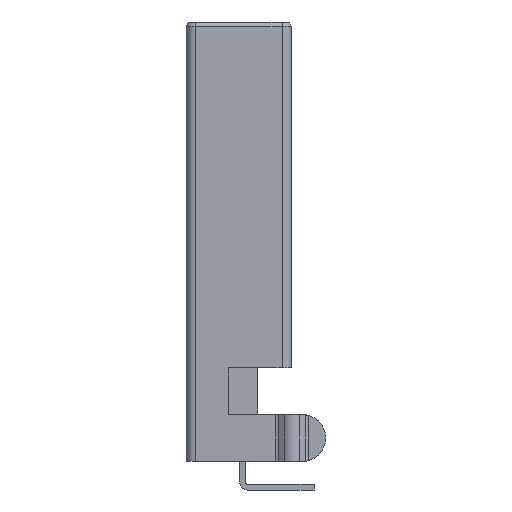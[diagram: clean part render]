
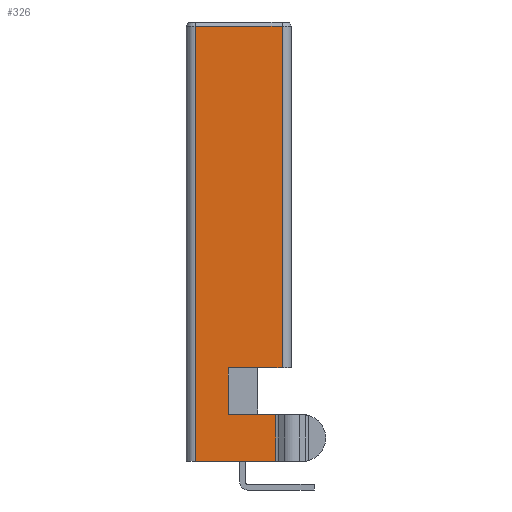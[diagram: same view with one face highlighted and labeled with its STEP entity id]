
A CAD part, left-side view. The second image highlights one B-rep face of the part: STEP entity #326.
In plain terms, the highlighted planar face has unit normal (-1, 0, 0).
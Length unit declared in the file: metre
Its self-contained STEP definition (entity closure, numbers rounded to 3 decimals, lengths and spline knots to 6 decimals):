
#326 = ADVANCED_FACE( '', ( #933 ), #934, .T. );
#933 = FACE_OUTER_BOUND( '', #1830, .T. );
#934 = PLANE( '', #1831 );
#1830 = EDGE_LOOP( '', ( #4270, #4271, #4272, #4273, #4274, #4275, #4276, #4277 ) );
#1831 = AXIS2_PLACEMENT_3D( '', #4278, #4279, #4280 );
#4270 = ORIENTED_EDGE( '', *, *, #5282, .F. );
#4271 = ORIENTED_EDGE( '', *, *, #4837, .T. );
#4272 = ORIENTED_EDGE( '', *, *, #5155, .F. );
#4273 = ORIENTED_EDGE( '', *, *, #4772, .F. );
#4274 = ORIENTED_EDGE( '', *, *, #4786, .F. );
#4275 = ORIENTED_EDGE( '', *, *, #4630, .T. );
#4276 = ORIENTED_EDGE( '', *, *, #4974, .F. );
#4277 = ORIENTED_EDGE( '', *, *, #5167, .T. );
#4278 = CARTESIAN_POINT( '', ( -0.006, 0.00185, -0.0094 ) );
#4279 = DIRECTION( '', ( -1., 0., 0. ) );
#4280 = DIRECTION( '', ( 0., 0., 1. ) );
#4630 = EDGE_CURVE( '', #5662, #5660, #5663, .T. );
#4772 = EDGE_CURVE( '', #5922, #5924, #5925, .T. );
#4786 = EDGE_CURVE( '', #5662, #5922, #5944, .T. );
#4837 = EDGE_CURVE( '', #6034, #6035, #6036, .T. );
#4974 = EDGE_CURVE( '', #6263, #5660, #6265, .T. );
#5155 = EDGE_CURVE( '', #5924, #6035, #6529, .T. );
#5167 = EDGE_CURVE( '', #6263, #6543, #6545, .T. );
#5282 = EDGE_CURVE( '', #6034, #6543, #6686, .T. );
#5660 = VERTEX_POINT( '', #7260 );
#5662 = VERTEX_POINT( '', #7262 );
#5663 = LINE( '', #7263, #7264 );
#5922 = VERTEX_POINT( '', #7636 );
#5924 = VERTEX_POINT( '', #7638 );
#5925 = LINE( '', #7639, #7640 );
#5944 = LINE( '', #7664, #7665 );
#6034 = VERTEX_POINT( '', #7795 );
#6035 = VERTEX_POINT( '', #7796 );
#6036 = LINE( '', #7797, #7798 );
#6263 = VERTEX_POINT( '', #8150 );
#6265 = LINE( '', #8153, #8154 );
#6529 = LINE( '', #8582, #8583 );
#6543 = VERTEX_POINT( '', #8605 );
#6545 = LINE( '', #8608, #8609 );
#6686 = LINE( '', #8849, #8850 );
#7260 = CARTESIAN_POINT( '', ( -0.006, -0.00157, -0.0074 ) );
#7262 = CARTESIAN_POINT( '', ( -0.006, -0.00157, -0.0094 ) );
#7263 = CARTESIAN_POINT( '', ( -0.006, -0.00157, -0.0094 ) );
#7264 = VECTOR( '', #9087, 1. );
#7636 = CARTESIAN_POINT( '', ( -0.006, 0.00185, -0.0094 ) );
#7638 = CARTESIAN_POINT( '', ( -0.006, 0.00185, 0.009227 ) );
#7639 = CARTESIAN_POINT( '', ( -0.006, 0.00185, -0.0094 ) );
#7640 = VECTOR( '', #9301, 1. );
#7664 = CARTESIAN_POINT( '', ( -0.006, -0.00157, -0.0094 ) );
#7665 = VECTOR( '', #9331, 1. );
#7795 = CARTESIAN_POINT( '', ( -0.006, -0.00185, -0.0054 ) );
#7796 = CARTESIAN_POINT( '', ( -0.006, -0.00185, 0.009227 ) );
#7797 = CARTESIAN_POINT( '', ( -0.006, -0.00185, -0.0054 ) );
#7798 = VECTOR( '', #9402, 1. );
#8150 = CARTESIAN_POINT( '', ( -0.006, 0.00045, -0.0074 ) );
#8153 = CARTESIAN_POINT( '', ( -0.006, 0.00045, -0.0074 ) );
#8154 = VECTOR( '', #9573, 1. );
#8582 = CARTESIAN_POINT( '', ( -0.006, 0.00185, 0.009227 ) );
#8583 = VECTOR( '', #9805, 1. );
#8605 = CARTESIAN_POINT( '', ( -0.006, 0.00045, -0.0054 ) );
#8608 = CARTESIAN_POINT( '', ( -0.006, 0.00045, -0.0074 ) );
#8609 = VECTOR( '', #9821, 1. );
#8849 = CARTESIAN_POINT( '', ( -0.006, -0.00185, -0.0054 ) );
#8850 = VECTOR( '', #9966, 1. );
#9087 = DIRECTION( '', ( 0., 0., 1. ) );
#9301 = DIRECTION( '', ( 0., 0., 1. ) );
#9331 = DIRECTION( '', ( 0., 1., 0. ) );
#9402 = DIRECTION( '', ( 0., 0., 1. ) );
#9573 = DIRECTION( '', ( 0., -1., 0. ) );
#9805 = DIRECTION( '', ( 0., -1., 0. ) );
#9821 = DIRECTION( '', ( 0., 0., 1. ) );
#9966 = DIRECTION( '', ( 0., 1., 0. ) );
